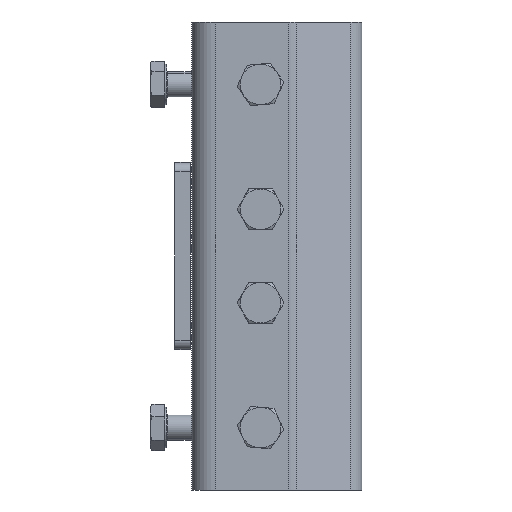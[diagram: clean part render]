
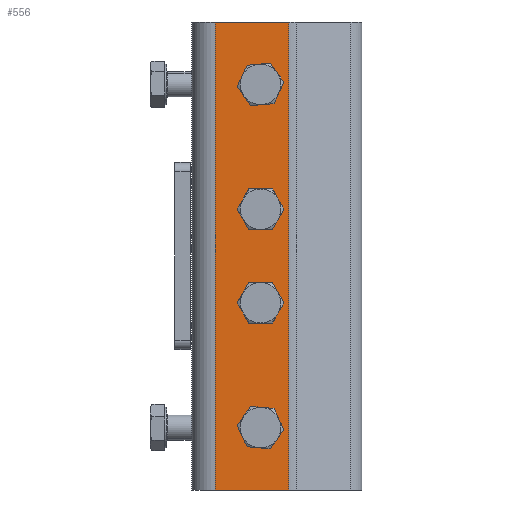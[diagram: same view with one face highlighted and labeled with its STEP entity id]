
A CAD part, left-side view. The second image highlights one B-rep face of the part: STEP entity #556.
In plain terms, the highlighted planar face has unit normal (-1, 0, 0).
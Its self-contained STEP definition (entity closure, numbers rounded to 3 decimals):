
#17 = DIRECTION ( 'NONE',  ( 0., 0., 1. ) ) ;
#88 = CARTESIAN_POINT ( 'NONE',  ( -30.25, -63.477, 0. ) ) ;
#168 = EDGE_LOOP ( 'NONE', ( #3733, #2911 ) ) ;
#338 = DIRECTION ( 'NONE',  ( -1., 0., 0. ) ) ;
#352 = ORIENTED_EDGE ( 'NONE', *, *, #3399, .T. ) ;
#425 = ORIENTED_EDGE ( 'NONE', *, *, #3141, .F. ) ;
#534 = DIRECTION ( 'NONE',  ( -1., 0., 0. ) ) ;
#556 = ADVANCED_FACE ( 'NONE', ( #4024, #2341, #3290 ), #3126, .F. ) ;
#653 = DIRECTION ( 'NONE',  ( 0., -1., 0. ) ) ;
#688 = CARTESIAN_POINT ( 'NONE',  ( -30.25, -3.728, 0. ) ) ;
#798 = VERTEX_POINT ( 'NONE', #2232 ) ;
#812 = EDGE_CURVE ( 'NONE', #4055, #3753, #990, .T. ) ;
#837 = EDGE_CURVE ( 'NONE', #3753, #4055, #3339, .T. ) ;
#886 = EDGE_LOOP ( 'NONE', ( #352, #2433, #425, #2904 ) ) ;
#917 = DIRECTION ( 'NONE',  ( 0., 0., -1. ) ) ;
#942 = DIRECTION ( 'NONE',  ( 0., -1., 0. ) ) ;
#977 = AXIS2_PLACEMENT_3D ( 'NONE', #3190, #1282, #3508 ) ;
#984 = CARTESIAN_POINT ( 'NONE',  ( -30.25, 19.75, 0. ) ) ;
#990 = CIRCLE ( 'NONE', #2224, 3.4 ) ;
#1034 = EDGE_CURVE ( 'NONE', #3329, #798, #1039, .T. ) ;
#1039 = CIRCLE ( 'NONE', #1063, 3.4 ) ;
#1048 = CARTESIAN_POINT ( 'NONE',  ( -30.25, 19.75, 150. ) ) ;
#1063 = AXIS2_PLACEMENT_3D ( 'NONE', #2435, #534, #2747 ) ;
#1282 = DIRECTION ( 'NONE',  ( -1., 0., 0. ) ) ;
#1448 = VERTEX_POINT ( 'NONE', #688 ) ;
#1611 = LINE ( 'NONE', #2182, #3210 ) ;
#1620 = CARTESIAN_POINT ( 'NONE',  ( -30.25, -3.728, 150. ) ) ;
#1647 = AXIS2_PLACEMENT_3D ( 'NONE', #1868, #3115, #1855 ) ;
#1786 = VECTOR ( 'NONE', #653, 1000. ) ;
#1842 = LINE ( 'NONE', #2858, #2591 ) ;
#1855 = DIRECTION ( 'NONE',  ( 0., 1., 0. ) ) ;
#1868 = CARTESIAN_POINT ( 'NONE',  ( -30.25, -63.477, 150. ) ) ;
#1933 = DIRECTION ( 'NONE',  ( -1., 0., 0. ) ) ;
#2007 = DIRECTION ( 'NONE',  ( 0., 0., 1. ) ) ;
#2182 = CARTESIAN_POINT ( 'NONE',  ( -30.25, 19.75, 150. ) ) ;
#2210 = EDGE_CURVE ( 'NONE', #4018, #2468, #1611, .T. ) ;
#2224 = AXIS2_PLACEMENT_3D ( 'NONE', #2241, #338, #2557 ) ;
#2232 = CARTESIAN_POINT ( 'NONE',  ( -30.25, 5.25, 63.4 ) ) ;
#2241 = CARTESIAN_POINT ( 'NONE',  ( -30.25, 5.25, 90. ) ) ;
#2312 = VECTOR ( 'NONE', #2007, 1000. ) ;
#2341 = FACE_BOUND ( 'NONE', #168, .T. ) ;
#2413 = EDGE_CURVE ( 'NONE', #798, #3329, #2813, .T. ) ;
#2433 = ORIENTED_EDGE ( 'NONE', *, *, #2568, .T. ) ;
#2435 = CARTESIAN_POINT ( 'NONE',  ( -30.25, 5.25, 60. ) ) ;
#2468 = VERTEX_POINT ( 'NONE', #984 ) ;
#2557 = DIRECTION ( 'NONE',  ( 0., 0., 1. ) ) ;
#2568 = EDGE_CURVE ( 'NONE', #1448, #3805, #3165, .T. ) ;
#2591 = VECTOR ( 'NONE', #942, 1000. ) ;
#2644 = LINE ( 'NONE', #88, #1786 ) ;
#2647 = AXIS2_PLACEMENT_3D ( 'NONE', #3841, #1933, #17 ) ;
#2747 = DIRECTION ( 'NONE',  ( 0., 0., 1. ) ) ;
#2813 = CIRCLE ( 'NONE', #977, 3.4 ) ;
#2858 = CARTESIAN_POINT ( 'NONE',  ( -30.25, -63.477, 150. ) ) ;
#2904 = ORIENTED_EDGE ( 'NONE', *, *, #2210, .T. ) ;
#2911 = ORIENTED_EDGE ( 'NONE', *, *, #812, .F. ) ;
#2946 = CARTESIAN_POINT ( 'NONE',  ( -30.25, 5.25, 56.6 ) ) ;
#2957 = CARTESIAN_POINT ( 'NONE',  ( -30.25, -3.728, 150. ) ) ;
#2993 = CARTESIAN_POINT ( 'NONE',  ( -30.25, 5.25, 86.6 ) ) ;
#3028 = CARTESIAN_POINT ( 'NONE',  ( -30.25, 5.25, 93.4 ) ) ;
#3030 = ORIENTED_EDGE ( 'NONE', *, *, #1034, .F. ) ;
#3115 = DIRECTION ( 'NONE',  ( 1., 0., 0. ) ) ;
#3126 = PLANE ( 'NONE',  #1647 ) ;
#3141 = EDGE_CURVE ( 'NONE', #4018, #3805, #1842, .T. ) ;
#3165 = LINE ( 'NONE', #2957, #2312 ) ;
#3190 = CARTESIAN_POINT ( 'NONE',  ( -30.25, 5.25, 60. ) ) ;
#3210 = VECTOR ( 'NONE', #917, 1000. ) ;
#3290 = FACE_OUTER_BOUND ( 'NONE', #886, .T. ) ;
#3329 = VERTEX_POINT ( 'NONE', #2946 ) ;
#3339 = CIRCLE ( 'NONE', #2647, 3.4 ) ;
#3399 = EDGE_CURVE ( 'NONE', #2468, #1448, #2644, .T. ) ;
#3473 = ORIENTED_EDGE ( 'NONE', *, *, #2413, .F. ) ;
#3508 = DIRECTION ( 'NONE',  ( 0., 0., 1. ) ) ;
#3731 = EDGE_LOOP ( 'NONE', ( #3473, #3030 ) ) ;
#3733 = ORIENTED_EDGE ( 'NONE', *, *, #837, .F. ) ;
#3753 = VERTEX_POINT ( 'NONE', #3028 ) ;
#3805 = VERTEX_POINT ( 'NONE', #1620 ) ;
#3841 = CARTESIAN_POINT ( 'NONE',  ( -30.25, 5.25, 90. ) ) ;
#4018 = VERTEX_POINT ( 'NONE', #1048 ) ;
#4024 = FACE_BOUND ( 'NONE', #3731, .T. ) ;
#4055 = VERTEX_POINT ( 'NONE', #2993 ) ;
